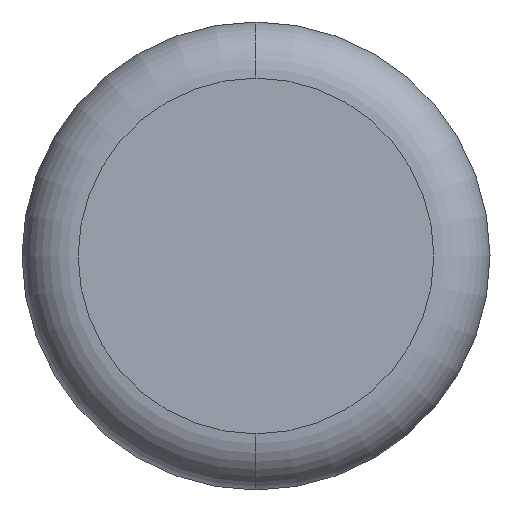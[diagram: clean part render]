
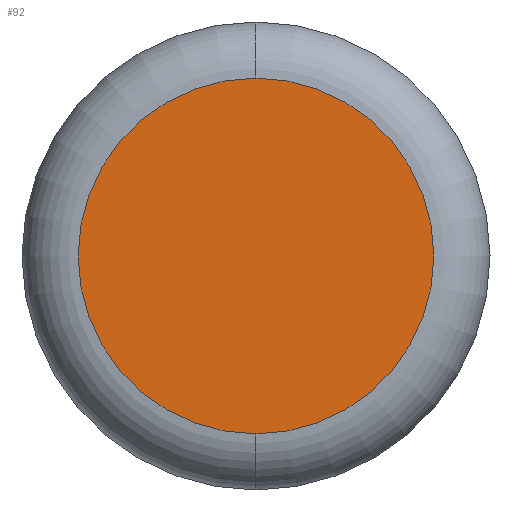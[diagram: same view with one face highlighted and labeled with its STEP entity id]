
A CAD part, front view. The second image highlights one B-rep face of the part: STEP entity #92.
In plain terms, the highlighted planar face has unit normal (0, -1, 0).
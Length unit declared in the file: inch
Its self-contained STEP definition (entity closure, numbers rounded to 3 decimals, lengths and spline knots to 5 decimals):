
#10 = AXIS2_PLACEMENT_3D ( 'NONE', #145, #312, #477 ) ;
#28 = EDGE_CURVE ( 'NONE', #119, #502, #292, .T. ) ;
#57 = CIRCLE ( 'NONE', #435, 0.19 ) ;
#88 = DIRECTION ( 'NONE',  ( 0., 0., -1. ) ) ;
#92 = ADVANCED_FACE ( 'NONE', ( #511 ), #211, .T. ) ;
#110 = EDGE_CURVE ( 'NONE', #502, #119, #57, .T. ) ;
#119 = VERTEX_POINT ( 'NONE', #453 ) ;
#135 = DIRECTION ( 'NONE',  ( 0., -1., 0. ) ) ;
#145 = CARTESIAN_POINT ( 'NONE',  ( 0., 0., 0. ) ) ;
#200 = DIRECTION ( 'NONE',  ( 0., 0., -1. ) ) ;
#211 = PLANE ( 'NONE',  #10 ) ;
#267 = CARTESIAN_POINT ( 'NONE',  ( 0., 0., -0.19 ) ) ;
#291 = ORIENTED_EDGE ( 'NONE', *, *, #28, .T. ) ;
#292 = CIRCLE ( 'NONE', #309, 0.19 ) ;
#309 = AXIS2_PLACEMENT_3D ( 'NONE', #422, #135, #88 ) ;
#312 = DIRECTION ( 'NONE',  ( 0., -1., 0. ) ) ;
#323 = DIRECTION ( 'NONE',  ( 0., -1., 0. ) ) ;
#422 = CARTESIAN_POINT ( 'NONE',  ( 0., 0., 0. ) ) ;
#424 = EDGE_LOOP ( 'NONE', ( #542, #291 ) ) ;
#435 = AXIS2_PLACEMENT_3D ( 'NONE', #483, #323, #200 ) ;
#453 = CARTESIAN_POINT ( 'NONE',  ( 0., 0., 0.19 ) ) ;
#477 = DIRECTION ( 'NONE',  ( 0., 0., -1. ) ) ;
#483 = CARTESIAN_POINT ( 'NONE',  ( 0., 0., 0. ) ) ;
#502 = VERTEX_POINT ( 'NONE', #267 ) ;
#511 = FACE_OUTER_BOUND ( 'NONE', #424, .T. ) ;
#542 = ORIENTED_EDGE ( 'NONE', *, *, #110, .T. ) ;
